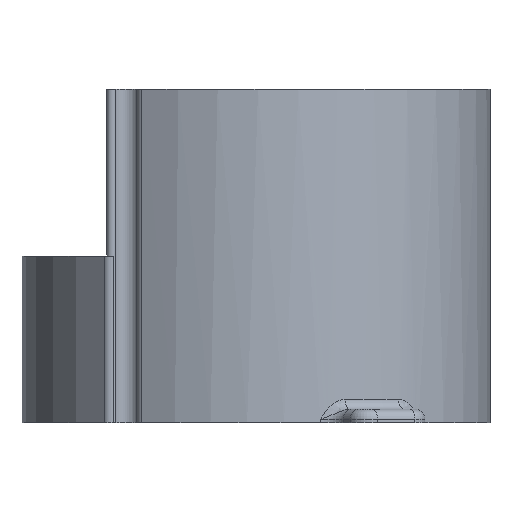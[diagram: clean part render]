
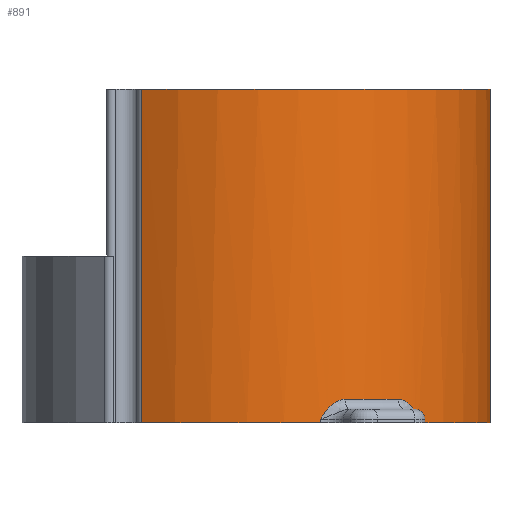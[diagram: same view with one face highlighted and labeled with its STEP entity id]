
A CAD part, front view. The second image highlights one B-rep face of the part: STEP entity #891.
In plain terms, the highlighted cylindrical face has radius 70.2 mm (diameter 140.4 mm), a partial arc.
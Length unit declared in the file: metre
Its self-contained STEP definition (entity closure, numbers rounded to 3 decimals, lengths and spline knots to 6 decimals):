
#38=B_SPLINE_CURVE_WITH_KNOTS('',3,(#1459,#1460,#1461,#1462,#1463,#1464),
 .UNSPECIFIED.,.F.,.F.,(4,1,1,4),(0.,0.002599,0.005198,
0.010395),.UNSPECIFIED.);
#39=B_SPLINE_CURVE_WITH_KNOTS('',3,(#1468,#1469,#1470,#1471,#1472,#1473),
 .UNSPECIFIED.,.F.,.F.,(4,1,1,4),(0.,0.002599,0.005198,
0.010395),.UNSPECIFIED.);
#40=B_SPLINE_CURVE_WITH_KNOTS('',3,(#1481,#1482,#1483,#1484,#1485,#1486),
 .UNSPECIFIED.,.F.,.F.,(4,1,1,4),(0.,0.002599,0.005198,
0.010395),.UNSPECIFIED.);
#41=B_SPLINE_CURVE_WITH_KNOTS('',3,(#1490,#1491,#1492,#1493,#1494,#1495),
 .UNSPECIFIED.,.F.,.F.,(4,1,1,4),(0.,0.002599,0.005198,
0.010395),.UNSPECIFIED.);
#57=LINE('',#1457,#109);
#58=LINE('',#1475,#110);
#59=LINE('',#1479,#111);
#60=LINE('',#1497,#112);
#61=LINE('',#1501,#113);
#62=LINE('',#1505,#114);
#109=VECTOR('',#1137,1.);
#110=VECTOR('',#1140,1.);
#111=VECTOR('',#1143,1.);
#112=VECTOR('',#1146,1.);
#113=VECTOR('',#1149,1.);
#114=VECTOR('',#1152,1.);
#177=ORIENTED_EDGE('',*,*,#458,.T.);
#178=ORIENTED_EDGE('',*,*,#459,.T.);
#179=ORIENTED_EDGE('',*,*,#460,.T.);
#180=ORIENTED_EDGE('',*,*,#461,.T.);
#181=ORIENTED_EDGE('',*,*,#462,.T.);
#182=ORIENTED_EDGE('',*,*,#463,.T.);
#183=ORIENTED_EDGE('',*,*,#464,.T.);
#184=ORIENTED_EDGE('',*,*,#465,.T.);
#185=ORIENTED_EDGE('',*,*,#466,.T.);
#186=ORIENTED_EDGE('',*,*,#467,.T.);
#187=ORIENTED_EDGE('',*,*,#468,.T.);
#188=ORIENTED_EDGE('',*,*,#469,.T.);
#189=ORIENTED_EDGE('',*,*,#470,.T.);
#190=ORIENTED_EDGE('',*,*,#471,.F.);
#191=ORIENTED_EDGE('',*,*,#472,.F.);
#192=ORIENTED_EDGE('',*,*,#473,.T.);
#458=EDGE_CURVE('',#597,#598,#678,.T.);
#459=EDGE_CURVE('',#598,#599,#57,.F.);
#460=EDGE_CURVE('',#599,#600,#38,.F.);
#461=EDGE_CURVE('',#600,#601,#679,.T.);
#462=EDGE_CURVE('',#601,#602,#39,.T.);
#463=EDGE_CURVE('',#602,#603,#58,.T.);
#464=EDGE_CURVE('',#603,#604,#680,.T.);
#465=EDGE_CURVE('',#604,#605,#59,.F.);
#466=EDGE_CURVE('',#605,#606,#40,.F.);
#467=EDGE_CURVE('',#606,#607,#681,.T.);
#468=EDGE_CURVE('',#607,#608,#41,.T.);
#469=EDGE_CURVE('',#608,#609,#60,.T.);
#470=EDGE_CURVE('',#609,#610,#682,.T.);
#471=EDGE_CURVE('',#611,#610,#61,.T.);
#472=EDGE_CURVE('',#612,#611,#683,.T.);
#473=EDGE_CURVE('',#612,#597,#62,.T.);
#597=VERTEX_POINT('',#1455);
#598=VERTEX_POINT('',#1456);
#599=VERTEX_POINT('',#1458);
#600=VERTEX_POINT('',#1465);
#601=VERTEX_POINT('',#1467);
#602=VERTEX_POINT('',#1474);
#603=VERTEX_POINT('',#1476);
#604=VERTEX_POINT('',#1478);
#605=VERTEX_POINT('',#1480);
#606=VERTEX_POINT('',#1487);
#607=VERTEX_POINT('',#1489);
#608=VERTEX_POINT('',#1496);
#609=VERTEX_POINT('',#1498);
#610=VERTEX_POINT('',#1500);
#611=VERTEX_POINT('',#1502);
#612=VERTEX_POINT('',#1504);
#678=CIRCLE('',#973,0.0702);
#679=CIRCLE('',#974,0.0702);
#680=CIRCLE('',#975,0.0702);
#681=CIRCLE('',#976,0.0702);
#682=CIRCLE('',#977,0.0702);
#683=CIRCLE('',#978,0.0702);
#750=EDGE_LOOP('',(#177,#178,#179,#180,#181,#182,#183,#184,#185,#186,#187,
#188,#189,#190,#191,#192));
#806=FACE_BOUND('',#750,.T.);
#862=CYLINDRICAL_SURFACE('',#972,0.0702);
#891=ADVANCED_FACE('',(#806),#862,.T.);
#972=AXIS2_PLACEMENT_3D('',#1453,#1133,#1134);
#973=AXIS2_PLACEMENT_3D('',#1454,#1135,#1136);
#974=AXIS2_PLACEMENT_3D('',#1466,#1138,#1139);
#975=AXIS2_PLACEMENT_3D('',#1477,#1141,#1142);
#976=AXIS2_PLACEMENT_3D('',#1488,#1144,#1145);
#977=AXIS2_PLACEMENT_3D('',#1499,#1147,#1148);
#978=AXIS2_PLACEMENT_3D('',#1503,#1150,#1151);
#1133=DIRECTION('',(0.,0.,-1.));
#1134=DIRECTION('',(-1.,0.,0.));
#1135=DIRECTION('',(0.,0.,1.));
#1136=DIRECTION('',(1.,0.,0.));
#1137=DIRECTION('',(0.,0.,-1.));
#1138=DIRECTION('',(0.,0.,1.));
#1139=DIRECTION('',(1.,0.,0.));
#1140=DIRECTION('',(0.,0.,-1.));
#1141=DIRECTION('',(0.,0.,1.));
#1142=DIRECTION('',(1.,0.,0.));
#1143=DIRECTION('',(0.,0.,-1.));
#1144=DIRECTION('',(0.,0.,1.));
#1145=DIRECTION('',(1.,0.,0.));
#1146=DIRECTION('',(0.,0.,-1.));
#1147=DIRECTION('',(0.,0.,1.));
#1148=DIRECTION('',(1.,0.,0.));
#1149=DIRECTION('',(0.,0.,-1.));
#1150=DIRECTION('',(0.,0.,1.));
#1151=DIRECTION('',(1.,0.,0.));
#1152=DIRECTION('',(0.,0.,-1.));
#1453=CARTESIAN_POINT('',(0.,0.,0.108));
#1454=CARTESIAN_POINT('',(0.,0.,0.008));
#1455=CARTESIAN_POINT('',(-0.03439,-0.061199,0.008));
#1456=CARTESIAN_POINT('',(0.01929,-0.067498,0.008));
#1457=CARTESIAN_POINT('',(0.01929,-0.067498,0.108));
#1458=CARTESIAN_POINT('',(0.01929,-0.067498,0.009));
#1459=CARTESIAN_POINT('',(0.026822,-0.064874,0.015));
#1460=CARTESIAN_POINT('',(0.026008,-0.06521,0.015));
#1461=CARTESIAN_POINT('',(0.024404,-0.065837,0.014611));
#1462=CARTESIAN_POINT('',(0.021622,-0.06681,0.012643));
#1463=CARTESIAN_POINT('',(0.020212,-0.067234,0.010443));
#1464=CARTESIAN_POINT('',(0.01929,-0.067498,0.009));
#1465=CARTESIAN_POINT('',(0.026822,-0.064874,0.015));
#1466=CARTESIAN_POINT('',(0.,0.,0.015));
#1467=CARTESIAN_POINT('',(0.042772,-0.055665,0.015));
#1468=CARTESIAN_POINT('',(0.042772,-0.055665,0.015));
#1469=CARTESIAN_POINT('',(0.04347,-0.055129,0.015));
#1470=CARTESIAN_POINT('',(0.044814,-0.054053,0.014611));
#1471=CARTESIAN_POINT('',(0.047048,-0.052131,0.012643));
#1472=CARTESIAN_POINT('',(0.04812,-0.051121,0.010443));
#1473=CARTESIAN_POINT('',(0.04881,-0.050454,0.009));
#1474=CARTESIAN_POINT('',(0.04881,-0.050454,0.009));
#1475=CARTESIAN_POINT('',(0.04881,-0.050454,0.108));
#1476=CARTESIAN_POINT('',(0.04881,-0.050454,0.008));
#1477=CARTESIAN_POINT('',(0.,0.,0.008));
#1478=CARTESIAN_POINT('',(0.04881,0.050454,0.008));
#1479=CARTESIAN_POINT('',(0.04881,0.050454,0.108));
#1480=CARTESIAN_POINT('',(0.04881,0.050454,0.009));
#1481=CARTESIAN_POINT('',(0.042772,0.055665,0.015));
#1482=CARTESIAN_POINT('',(0.04347,0.055129,0.015));
#1483=CARTESIAN_POINT('',(0.044814,0.054053,0.014611));
#1484=CARTESIAN_POINT('',(0.047048,0.052131,0.012643));
#1485=CARTESIAN_POINT('',(0.04812,0.051121,0.010443));
#1486=CARTESIAN_POINT('',(0.04881,0.050454,0.009));
#1487=CARTESIAN_POINT('',(0.042772,0.055665,0.015));
#1488=CARTESIAN_POINT('',(0.,0.,0.015));
#1489=CARTESIAN_POINT('',(0.026822,0.064874,0.015));
#1490=CARTESIAN_POINT('',(0.026822,0.064874,0.015));
#1491=CARTESIAN_POINT('',(0.026008,0.06521,0.015));
#1492=CARTESIAN_POINT('',(0.024404,0.065837,0.014611));
#1493=CARTESIAN_POINT('',(0.021622,0.06681,0.012643));
#1494=CARTESIAN_POINT('',(0.020212,0.067234,0.010443));
#1495=CARTESIAN_POINT('',(0.01929,0.067498,0.009));
#1496=CARTESIAN_POINT('',(0.01929,0.067498,0.009));
#1497=CARTESIAN_POINT('',(0.01929,0.067498,0.108));
#1498=CARTESIAN_POINT('',(0.01929,0.067498,0.008));
#1499=CARTESIAN_POINT('',(0.,0.,0.008));
#1500=CARTESIAN_POINT('',(-0.03439,0.061199,0.008));
#1501=CARTESIAN_POINT('',(-0.03439,0.061199,0.108));
#1502=CARTESIAN_POINT('',(-0.03439,0.061199,0.108));
#1503=CARTESIAN_POINT('',(0.,0.,0.108));
#1504=CARTESIAN_POINT('',(-0.03439,-0.061199,0.108));
#1505=CARTESIAN_POINT('',(-0.03439,-0.061199,0.108));
